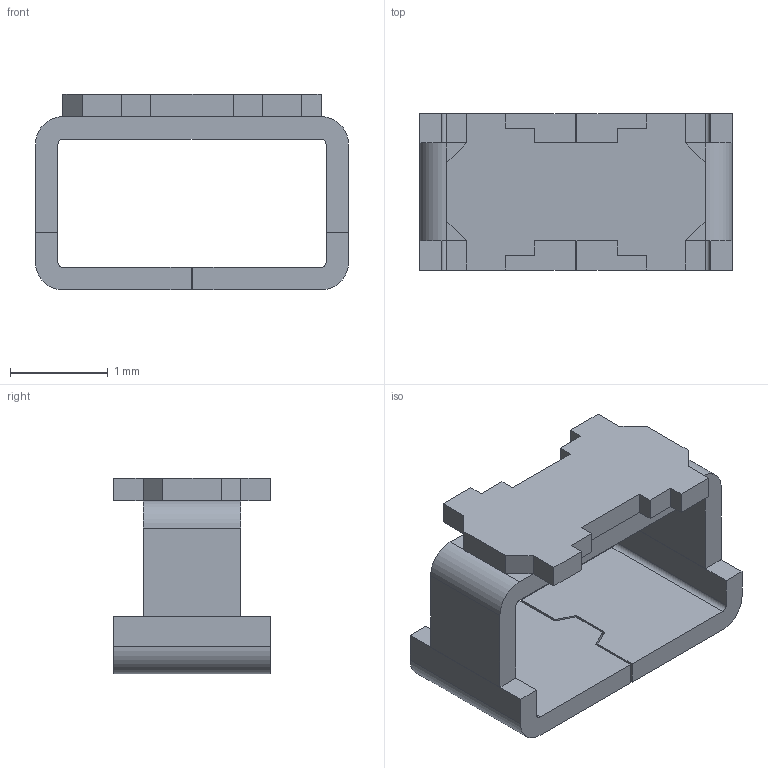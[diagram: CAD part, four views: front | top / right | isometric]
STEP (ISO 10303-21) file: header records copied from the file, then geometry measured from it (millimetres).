
FILE_DESCRIPTION((''),'2;1');
FILE_NAME('TYCO_RCW-0C.stp','2014-04-03T12:39:07',(''),(''),'Mechanical Desktop 2011','Mechanical Desktop 2011',', , ');
FILE_SCHEMA(('AUTOMOTIVE_DESIGN { 1 2 10303 214 1 1 1 1 }'));
Length unit declared in the file: millimetre
Products named in the file (1): Product
Bounding box: 3.2 x 1.6 x 2 mm (x, y, z)
Volume: 3.3 mm3; surface area: 36.5 mm2
Topology: 4 solids, 4 shells, 72 faces, 192 edges, 128 vertices
Faces by surface type: plane 64, cylinder 8
Entity records: 2254 total; most frequent: CARTESIAN_POINT 393, ORIENTED_EDGE 384, DIRECTION 354, EDGE_CURVE 192, VECTOR 176, LINE 176, VERTEX_POINT 128, AXIS2_PLACEMENT_3D 89
